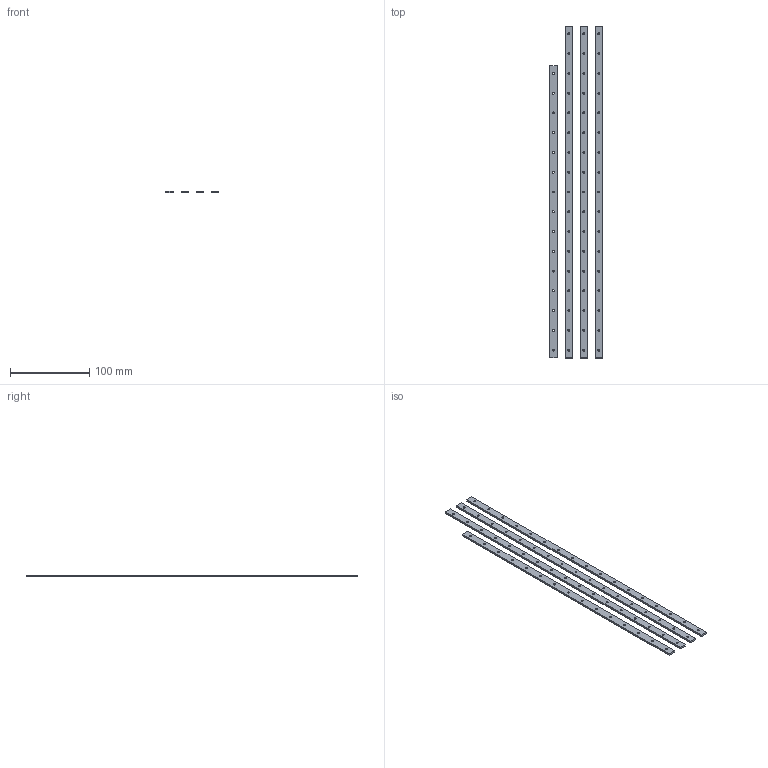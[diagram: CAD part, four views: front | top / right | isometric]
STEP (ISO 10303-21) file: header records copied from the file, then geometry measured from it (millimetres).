
FILE_DESCRIPTION(/* description */ ('Unknown'),/* implementation_level */ '2;1');
FILE_NAME(/* name */ 'MGN12_rail_clamps_CutLayout',/* time_stamp */ '2023-04-15T15:48:37-04:00',/* author */ ('Unknown'),/* organization */ ('Unknown'),/* preprocessor_version */ 'ST-DEVELOPER v16.7',/* originating_system */ 'Solid Edge',/* authorisation */ 'Unknown');
FILE_SCHEMA (('AUTOMOTIVE_DESIGN {1 0 10303 214 3 1 1}'));
Length unit declared in the file: millimetre
Products named in the file (3): MGN12_rail_clamps_CutLayout; MGN12_rail_clamp_420mm; MGN12_rail_clamp_370mm
Assembly tree (4 placements, depth 2):
  MGN12_rail_clamps_CutLayout
    MGN12_rail_clamp_420mm  x3
    MGN12_rail_clamp_370mm
Bounding box: 67 x 420 x 2.5 mm (x, y, z)
Volume: 36090.7 mm3; surface area: 38887.6 mm2
Topology: 4 solids, 4 shells, 90 faces, 312 edges, 230 vertices
Faces by surface type: cylinder 66, plane 24
Full cylindrical faces by diameter (mm): 2.459 x66
Entity records: 1782 total; most frequent: DIRECTION 250, CARTESIAN_POINT 217, ORIENTED_EDGE 176, EDGE_LOOP 140, FACE_BOUND 140, AXIS2_PLACEMENT_3D 113, EDGE_CURVE 88, VERTEX_POINT 80
